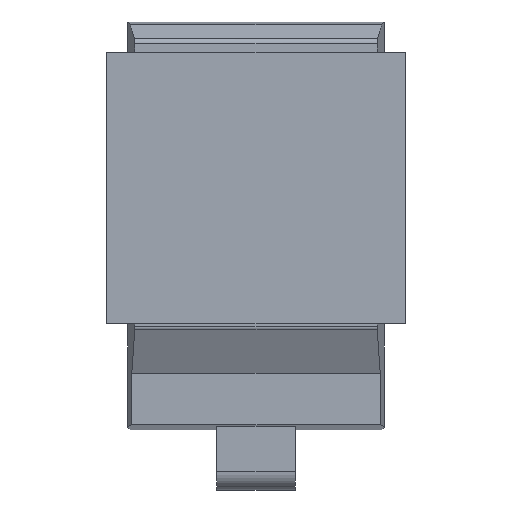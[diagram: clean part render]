
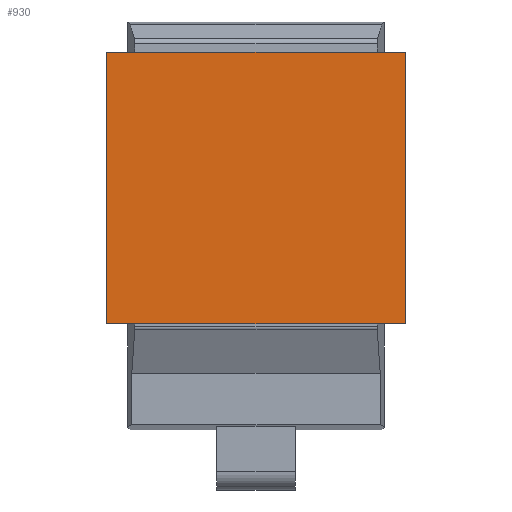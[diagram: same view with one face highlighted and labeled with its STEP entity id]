
A CAD part, top view. The second image highlights one B-rep face of the part: STEP entity #930.
In plain terms, the highlighted planar face has unit normal (0, 0, 1).
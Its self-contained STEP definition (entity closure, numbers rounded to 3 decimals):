
#1 = CARTESIAN_POINT ( 'NONE',  ( -3.65, -1., 2.91 ) ) ;
#160 = ORIENTED_EDGE ( 'NONE', *, *, #1029, .T. ) ;
#229 = VECTOR ( 'NONE', #589, 1000. ) ;
#275 = VECTOR ( 'NONE', #795, 1000. ) ;
#300 = VERTEX_POINT ( 'NONE', #1120 ) ;
#347 = VERTEX_POINT ( 'NONE', #1247 ) ;
#399 = EDGE_CURVE ( 'NONE', #1667, #347, #645, .T. ) ;
#403 = DIRECTION ( 'NONE',  ( 1., 0., 0. ) ) ;
#415 = CARTESIAN_POINT ( 'NONE',  ( 6.25, -1., 2.91 ) ) ;
#441 = DIRECTION ( 'NONE',  ( 0., 0., 1. ) ) ;
#470 = EDGE_CURVE ( 'NONE', #300, #1261, #1672, .T. ) ;
#589 = DIRECTION ( 'NONE',  ( -1., 0., 0. ) ) ;
#645 = LINE ( 'NONE', #415, #275 ) ;
#675 = CARTESIAN_POINT ( 'NONE',  ( -3.65, -10., 2.91 ) ) ;
#728 = CARTESIAN_POINT ( 'NONE',  ( -3.65, -1., 2.91 ) ) ;
#746 = ORIENTED_EDGE ( 'NONE', *, *, #1180, .T. ) ;
#770 = CARTESIAN_POINT ( 'NONE',  ( -3.65, -10., 2.91 ) ) ;
#795 = DIRECTION ( 'NONE',  ( 0., 1., 0. ) ) ;
#807 = DIRECTION ( 'NONE',  ( 0., -1., 0. ) ) ;
#910 = AXIS2_PLACEMENT_3D ( 'NONE', #1112, #441, #1347 ) ;
#930 = ADVANCED_FACE ( 'NONE', ( #1218 ), #1475, .T. ) ;
#993 = LINE ( 'NONE', #675, #1621 ) ;
#1004 = LINE ( 'NONE', #728, #229 ) ;
#1029 = EDGE_CURVE ( 'NONE', #1261, #1667, #993, .T. ) ;
#1112 = CARTESIAN_POINT ( 'NONE',  ( 0., 0., 2.91 ) ) ;
#1120 = CARTESIAN_POINT ( 'NONE',  ( -3.65, -1., 2.91 ) ) ;
#1127 = EDGE_LOOP ( 'NONE', ( #1231, #160, #1637, #746 ) ) ;
#1180 = EDGE_CURVE ( 'NONE', #347, #300, #1004, .T. ) ;
#1218 = FACE_OUTER_BOUND ( 'NONE', #1127, .T. ) ;
#1231 = ORIENTED_EDGE ( 'NONE', *, *, #470, .T. ) ;
#1232 = CARTESIAN_POINT ( 'NONE',  ( 6.25, -10., 2.91 ) ) ;
#1247 = CARTESIAN_POINT ( 'NONE',  ( 6.25, -1., 2.91 ) ) ;
#1261 = VERTEX_POINT ( 'NONE', #770 ) ;
#1347 = DIRECTION ( 'NONE',  ( 1., 0., 0. ) ) ;
#1475 = PLANE ( 'NONE',  #910 ) ;
#1617 = VECTOR ( 'NONE', #807, 1000. ) ;
#1621 = VECTOR ( 'NONE', #403, 1000. ) ;
#1637 = ORIENTED_EDGE ( 'NONE', *, *, #399, .T. ) ;
#1667 = VERTEX_POINT ( 'NONE', #1232 ) ;
#1672 = LINE ( 'NONE', #1, #1617 ) ;
